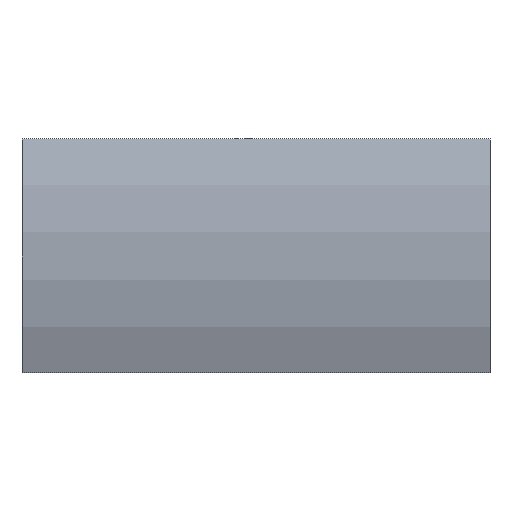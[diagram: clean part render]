
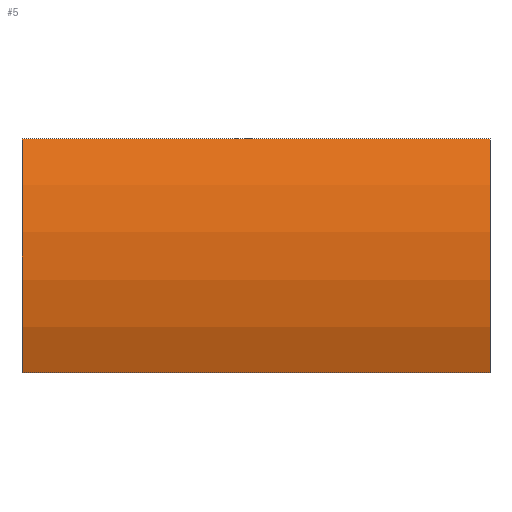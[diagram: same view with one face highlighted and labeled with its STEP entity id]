
A CAD part, left-side view. The second image highlights one B-rep face of the part: STEP entity #5.
In plain terms, the highlighted cylindrical face has radius 12.93 mm (diameter 25.86 mm), a partial arc.
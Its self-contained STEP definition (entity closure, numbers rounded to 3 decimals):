
#5 = ADVANCED_FACE ( 'NONE', ( #193 ), #18, .T. ) ;
#16 = DIRECTION ( 'NONE',  ( 0., 1., 0. ) ) ;
#17 = VERTEX_POINT ( 'NONE', #185 ) ;
#18 = CYLINDRICAL_SURFACE ( 'NONE', #179, 12.93 ) ;
#19 = EDGE_LOOP ( 'NONE', ( #137, #152, #123, #161 ) ) ;
#29 = CARTESIAN_POINT ( 'NONE',  ( -7.569, 0., 5. ) ) ;
#33 = DIRECTION ( 'NONE',  ( 0., -1., 0. ) ) ;
#40 = CARTESIAN_POINT ( 'NONE',  ( 4.355, 0., 0. ) ) ;
#55 = EDGE_CURVE ( 'NONE', #17, #128, #132, .T. ) ;
#57 = DIRECTION ( 'NONE',  ( 0., -1., 0. ) ) ;
#61 = VERTEX_POINT ( 'NONE', #127 ) ;
#64 = EDGE_CURVE ( 'NONE', #17, #61, #115, .T. ) ;
#66 = DIRECTION ( 'NONE',  ( 0., 0., -1. ) ) ;
#75 = CARTESIAN_POINT ( 'NONE',  ( -7.569, 20., 5. ) ) ;
#88 = DIRECTION ( 'NONE',  ( 0., 0., 1. ) ) ;
#89 = DIRECTION ( 'NONE',  ( 0., -1., 0. ) ) ;
#97 = CARTESIAN_POINT ( 'NONE',  ( -7.569, 20., -5. ) ) ;
#104 = AXIS2_PLACEMENT_3D ( 'NONE', #144, #189, #88 ) ;
#107 = EDGE_CURVE ( 'NONE', #61, #148, #170, .T. ) ;
#108 = CARTESIAN_POINT ( 'NONE',  ( 4.355, 20., 0. ) ) ;
#115 = CIRCLE ( 'NONE', #104, 12.93 ) ;
#120 = AXIS2_PLACEMENT_3D ( 'NONE', #40, #16, #168 ) ;
#122 = VECTOR ( 'NONE', #57, 1000. ) ;
#123 = ORIENTED_EDGE ( 'NONE', *, *, #64, .F. ) ;
#127 = CARTESIAN_POINT ( 'NONE',  ( -7.569, 20., 5. ) ) ;
#128 = VERTEX_POINT ( 'NONE', #183 ) ;
#132 = LINE ( 'NONE', #97, #122 ) ;
#135 = CIRCLE ( 'NONE', #120, 12.93 ) ;
#137 = ORIENTED_EDGE ( 'NONE', *, *, #173, .T. ) ;
#144 = CARTESIAN_POINT ( 'NONE',  ( 4.355, 20., 0. ) ) ;
#148 = VERTEX_POINT ( 'NONE', #29 ) ;
#152 = ORIENTED_EDGE ( 'NONE', *, *, #107, .F. ) ;
#161 = ORIENTED_EDGE ( 'NONE', *, *, #55, .T. ) ;
#163 = VECTOR ( 'NONE', #89, 1000. ) ;
#168 = DIRECTION ( 'NONE',  ( 0., 0., 1. ) ) ;
#170 = LINE ( 'NONE', #75, #163 ) ;
#173 = EDGE_CURVE ( 'NONE', #128, #148, #135, .T. ) ;
#179 = AXIS2_PLACEMENT_3D ( 'NONE', #108, #33, #66 ) ;
#183 = CARTESIAN_POINT ( 'NONE',  ( -7.569, 0., -5. ) ) ;
#185 = CARTESIAN_POINT ( 'NONE',  ( -7.569, 20., -5. ) ) ;
#189 = DIRECTION ( 'NONE',  ( 0., 1., 0. ) ) ;
#193 = FACE_OUTER_BOUND ( 'NONE', #19, .T. ) ;
